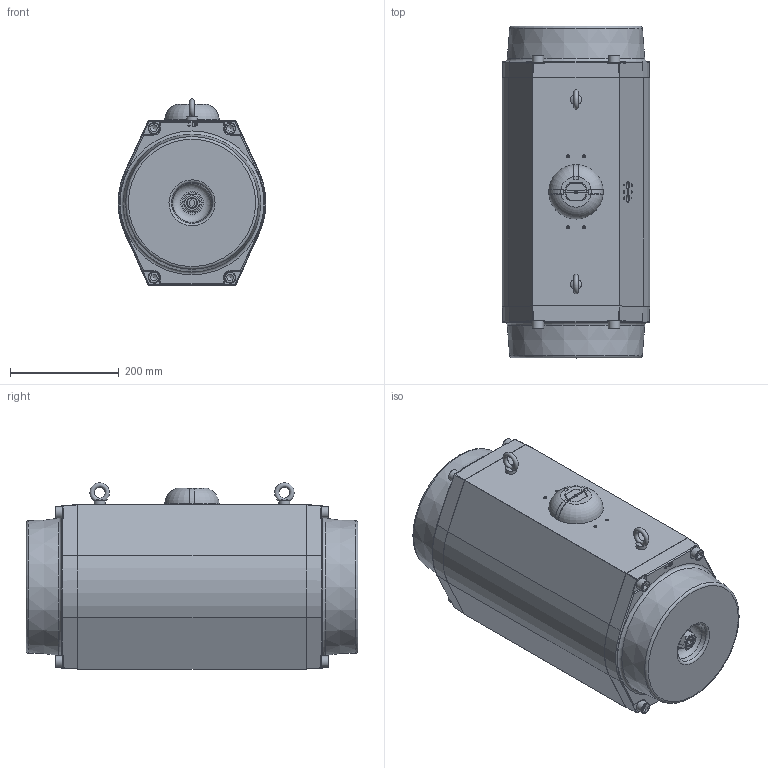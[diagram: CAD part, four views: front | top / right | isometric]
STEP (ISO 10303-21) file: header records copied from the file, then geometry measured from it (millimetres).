
FILE_DESCRIPTION(/* description */ ('Unknown'),/* implementation_level */ '2;1');
FILE_NAME(/* name */ 'GTA-254x90',/* time_stamp */ '2018-10-01T11:18:28+02:00',/* author */ ('Unknown'),/* organization */ ('Unknown'),/* preprocessor_version */ 'ST-DEVELOPER v16.7',/* originating_system */ 'DEX',/* authorisation */ $);
FILE_SCHEMA (('AUTOMOTIVE_DESIGN { 1 0 10303 214 3 1 1 }','AUTOMOTIVE_DESIGN {1 0 10303 214 3 1 1}'));
Length unit declared in the file: millimetre
Products named in the file (1): GTA-254x90
Bounding box: 270.98 x 609 x 342 mm (x, y, z)
Surface area: 812858.3 mm2 (no closed solid volume)
Topology: 0 solids, 34 shells, 466 faces, 1462 edges, 996 vertices
Faces by surface type: plane 197, cylinder 120, cone 72, torus 46, bspline 31
Full cylindrical faces by diameter (mm): 4.134 x9, 8.376 x1, 8.5 x1, 10 x1, 10.5 x1, 11.445 x2, 17.294 x5, 20 x5, 21 x8, 37 x2, 50 x1, 63 x1, 90 x1, 105.3 x1
Entity records: 17725 total; most frequent: CARTESIAN_POINT 5607, DIRECTION 2383, ORIENTED_EDGE 2097, EDGE_CURVE 1293, VERTEX_POINT 967, AXIS2_PLACEMENT_3D 864, LINE 655, VECTOR 655
